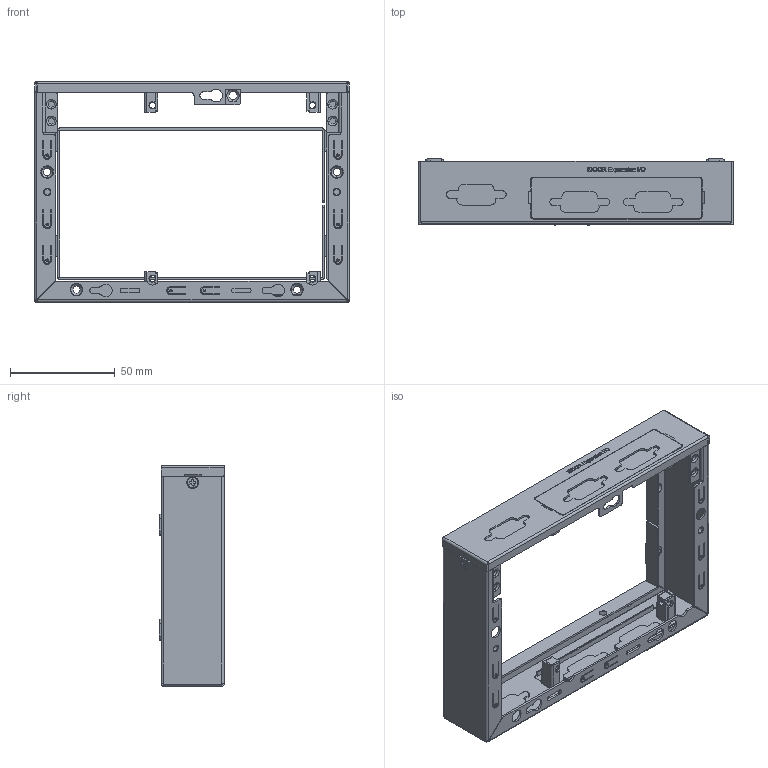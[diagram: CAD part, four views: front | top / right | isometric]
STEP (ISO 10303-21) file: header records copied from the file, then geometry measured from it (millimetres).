
FILE_DESCRIPTION (( 'STEP AP203' ), '1' );
FILE_NAME ('UNO-2372G-EKBE.STEP', '2023-03-17T02:20:22', ( '' ), ( '' ), 'SwSTEP 2.0', 'SolidWorks 2022', '' );
FILE_SCHEMA (( 'CONFIG_CONTROL_DESIGN' ));
Products named in the file (1): UNO-2372G-EKBE
Bounding box: 150 x 31.3 x 105 mm (x, y, z)
Volume: 27401.7 mm3; surface area: 58483.2 mm2
Topology: 14 solids, 14 shells, 1756 faces, 4548 edges, 2914 vertices
Faces by surface type: plane 1016, cylinder 406, bspline 232, cone 74, torus 28
Entity records: 65235 total; most frequent: CARTESIAN_POINT 22907, ORIENTED_EDGE 9096, DIRECTION 8086, EDGE_CURVE 4548, VECTOR 3100, LINE 3100, VERTEX_POINT 2914, AXIS2_PLACEMENT_3D 2493
